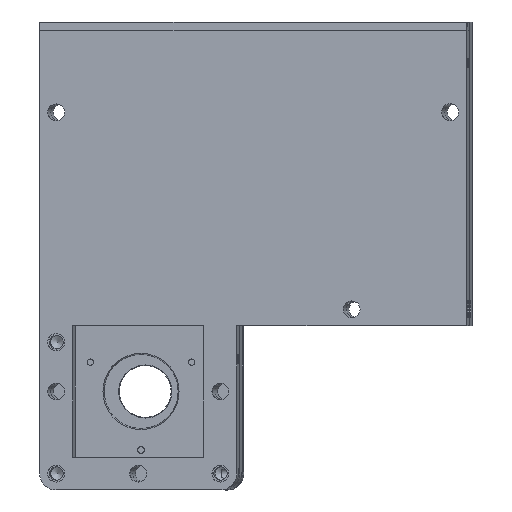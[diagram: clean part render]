
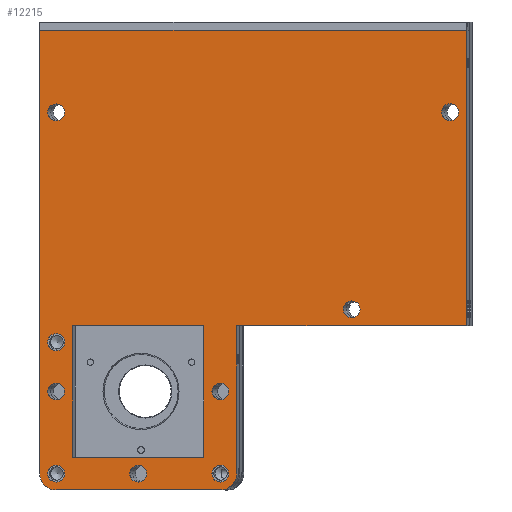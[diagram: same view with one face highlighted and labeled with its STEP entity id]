
A CAD part, front view. The second image highlights one B-rep face of the part: STEP entity #12215.
In plain terms, the highlighted face is planar.
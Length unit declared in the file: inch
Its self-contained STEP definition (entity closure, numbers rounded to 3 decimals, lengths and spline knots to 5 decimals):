
#799=FACE_BOUND('',#2252,.T.);
#800=FACE_BOUND('',#2253,.T.);
#801=FACE_BOUND('',#2254,.T.);
#802=FACE_BOUND('',#2255,.T.);
#803=FACE_BOUND('',#2256,.T.);
#804=FACE_BOUND('',#2257,.T.);
#805=FACE_BOUND('',#2258,.T.);
#806=FACE_BOUND('',#2259,.T.);
#807=FACE_BOUND('',#2260,.T.);
#808=FACE_BOUND('',#2261,.T.);
#990=PLANE('',#13498);
#1406=FACE_OUTER_BOUND('',#2251,.T.);
#2251=EDGE_LOOP('',(#9497,#9498,#9499,#9500,#9501,#9502,#9503,#9504));
#2252=EDGE_LOOP('',(#9505));
#2253=EDGE_LOOP('',(#9506,#9507,#9508,#9509));
#2254=EDGE_LOOP('',(#9510));
#2255=EDGE_LOOP('',(#9511));
#2256=EDGE_LOOP('',(#9512));
#2257=EDGE_LOOP('',(#9513));
#2258=EDGE_LOOP('',(#9514));
#2259=EDGE_LOOP('',(#9515));
#2260=EDGE_LOOP('',(#9516));
#2261=EDGE_LOOP('',(#9517));
#3114=LINE('',#20132,#4060);
#3120=LINE('',#20149,#4066);
#3123=LINE('',#20155,#4069);
#3124=LINE('',#20159,#4070);
#3125=LINE('',#20160,#4071);
#3126=LINE('',#20161,#4072);
#3127=LINE('',#20164,#4073);
#3128=LINE('',#20166,#4074);
#3129=LINE('',#20168,#4075);
#3130=LINE('',#20169,#4076);
#4060=VECTOR('',#15634,0.3937);
#4066=VECTOR('',#15648,0.3937);
#4069=VECTOR('',#15653,0.3937);
#4070=VECTOR('',#15656,0.3937);
#4071=VECTOR('',#15657,0.3937);
#4072=VECTOR('',#15658,0.3937);
#4073=VECTOR('',#15659,0.3937);
#4074=VECTOR('',#15660,0.3937);
#4075=VECTOR('',#15661,0.3937);
#4076=VECTOR('',#15662,0.3937);
#4929=CIRCLE('',#13492,0.0645);
#4931=CIRCLE('',#13496,0.125);
#4932=CIRCLE('',#13499,0.125);
#4933=CIRCLE('',#13500,0.06425);
#4934=CIRCLE('',#13501,0.06425);
#4935=CIRCLE('',#13502,0.06425);
#4936=CIRCLE('',#13503,0.06425);
#4937=CIRCLE('',#13504,0.06425);
#4938=CIRCLE('',#13505,0.06425);
#4939=CIRCLE('',#13506,0.06425);
#4940=CIRCLE('',#13507,0.06425);
#5681=VERTEX_POINT('',#20126);
#5682=VERTEX_POINT('',#20130);
#5683=VERTEX_POINT('',#20131);
#5688=VERTEX_POINT('',#20142);
#5689=VERTEX_POINT('',#20144);
#5690=VERTEX_POINT('',#20148);
#5692=VERTEX_POINT('',#20154);
#5693=VERTEX_POINT('',#20156);
#5694=VERTEX_POINT('',#20158);
#5695=VERTEX_POINT('',#20162);
#5696=VERTEX_POINT('',#20163);
#5697=VERTEX_POINT('',#20165);
#5698=VERTEX_POINT('',#20167);
#5699=VERTEX_POINT('',#20170);
#5700=VERTEX_POINT('',#20172);
#5701=VERTEX_POINT('',#20174);
#5702=VERTEX_POINT('',#20176);
#5703=VERTEX_POINT('',#20178);
#5704=VERTEX_POINT('',#20180);
#5705=VERTEX_POINT('',#20182);
#5706=VERTEX_POINT('',#20184);
#7065=EDGE_CURVE('',#5681,#5681,#4929,.T.);
#7066=EDGE_CURVE('',#5682,#5683,#3114,.T.);
#7072=EDGE_CURVE('',#5688,#5689,#4931,.T.);
#7074=EDGE_CURVE('',#5690,#5689,#3120,.T.);
#7077=EDGE_CURVE('',#5688,#5692,#3123,.T.);
#7078=EDGE_CURVE('',#5693,#5692,#4932,.T.);
#7079=EDGE_CURVE('',#5693,#5694,#3124,.T.);
#7080=EDGE_CURVE('',#5694,#5683,#3125,.T.);
#7081=EDGE_CURVE('',#5690,#5682,#3126,.T.);
#7082=EDGE_CURVE('',#5695,#5696,#3127,.T.);
#7083=EDGE_CURVE('',#5696,#5697,#3128,.T.);
#7084=EDGE_CURVE('',#5697,#5698,#3129,.T.);
#7085=EDGE_CURVE('',#5698,#5695,#3130,.T.);
#7086=EDGE_CURVE('',#5699,#5699,#4933,.T.);
#7087=EDGE_CURVE('',#5700,#5700,#4934,.T.);
#7088=EDGE_CURVE('',#5701,#5701,#4935,.T.);
#7089=EDGE_CURVE('',#5702,#5702,#4936,.T.);
#7090=EDGE_CURVE('',#5703,#5703,#4937,.T.);
#7091=EDGE_CURVE('',#5704,#5704,#4938,.T.);
#7092=EDGE_CURVE('',#5705,#5705,#4939,.T.);
#7093=EDGE_CURVE('',#5706,#5706,#4940,.T.);
#9497=ORIENTED_EDGE('',*,*,#7072,.F.);
#9498=ORIENTED_EDGE('',*,*,#7077,.T.);
#9499=ORIENTED_EDGE('',*,*,#7078,.F.);
#9500=ORIENTED_EDGE('',*,*,#7079,.T.);
#9501=ORIENTED_EDGE('',*,*,#7080,.T.);
#9502=ORIENTED_EDGE('',*,*,#7066,.F.);
#9503=ORIENTED_EDGE('',*,*,#7081,.F.);
#9504=ORIENTED_EDGE('',*,*,#7074,.T.);
#9505=ORIENTED_EDGE('',*,*,#7065,.T.);
#9506=ORIENTED_EDGE('',*,*,#7082,.T.);
#9507=ORIENTED_EDGE('',*,*,#7083,.T.);
#9508=ORIENTED_EDGE('',*,*,#7084,.T.);
#9509=ORIENTED_EDGE('',*,*,#7085,.T.);
#9510=ORIENTED_EDGE('',*,*,#7086,.T.);
#9511=ORIENTED_EDGE('',*,*,#7087,.T.);
#9512=ORIENTED_EDGE('',*,*,#7088,.T.);
#9513=ORIENTED_EDGE('',*,*,#7089,.T.);
#9514=ORIENTED_EDGE('',*,*,#7090,.T.);
#9515=ORIENTED_EDGE('',*,*,#7091,.T.);
#9516=ORIENTED_EDGE('',*,*,#7092,.T.);
#9517=ORIENTED_EDGE('',*,*,#7093,.T.);
#12215=ADVANCED_FACE('',(#1406,#799,#800,#801,#802,#803,#804,#805,#806,
#807,#808),#990,.T.);
#13492=AXIS2_PLACEMENT_3D('',#20128,#15630,#15631);
#13496=AXIS2_PLACEMENT_3D('',#20145,#15643,#15644);
#13498=AXIS2_PLACEMENT_3D('',#20153,#15651,#15652);
#13499=AXIS2_PLACEMENT_3D('',#20157,#15654,#15655);
#13500=AXIS2_PLACEMENT_3D('',#20171,#15663,#15664);
#13501=AXIS2_PLACEMENT_3D('',#20173,#15665,#15666);
#13502=AXIS2_PLACEMENT_3D('',#20175,#15667,#15668);
#13503=AXIS2_PLACEMENT_3D('',#20177,#15669,#15670);
#13504=AXIS2_PLACEMENT_3D('',#20179,#15671,#15672);
#13505=AXIS2_PLACEMENT_3D('',#20181,#15673,#15674);
#13506=AXIS2_PLACEMENT_3D('',#20183,#15675,#15676);
#13507=AXIS2_PLACEMENT_3D('',#20185,#15677,#15678);
#15630=DIRECTION('center_axis',(0.,1.,0.));
#15631=DIRECTION('ref_axis',(1.,0.,0.));
#15634=DIRECTION('',(0.,0.,-1.));
#15643=DIRECTION('center_axis',(0.,1.,0.));
#15644=DIRECTION('ref_axis',(-0.707,0.,-0.707));
#15648=DIRECTION('',(0.,0.,-1.));
#15651=DIRECTION('center_axis',(0.,-1.,0.));
#15652=DIRECTION('ref_axis',(0.,0.,-1.));
#15653=DIRECTION('',(1.,0.,0.));
#15654=DIRECTION('center_axis',(0.,1.,0.));
#15655=DIRECTION('ref_axis',(0.707,0.,-0.707));
#15656=DIRECTION('',(0.,0.,1.));
#15657=DIRECTION('',(1.,0.,0.));
#15658=DIRECTION('',(1.,0.,0.));
#15659=DIRECTION('',(0.,0.,-1.));
#15660=DIRECTION('',(-1.,0.,0.));
#15661=DIRECTION('',(0.,0.,1.));
#15662=DIRECTION('',(1.,0.,0.));
#15663=DIRECTION('center_axis',(0.,1.,0.));
#15664=DIRECTION('ref_axis',(-1.,0.,0.));
#15665=DIRECTION('center_axis',(0.,1.,0.));
#15666=DIRECTION('ref_axis',(-1.,0.,0.));
#15667=DIRECTION('center_axis',(0.,1.,0.));
#15668=DIRECTION('ref_axis',(-1.,0.,0.));
#15669=DIRECTION('center_axis',(0.,1.,0.));
#15670=DIRECTION('ref_axis',(-1.,0.,0.));
#15671=DIRECTION('center_axis',(0.,1.,0.));
#15672=DIRECTION('ref_axis',(-1.,0.,0.));
#15673=DIRECTION('center_axis',(0.,1.,0.));
#15674=DIRECTION('ref_axis',(-1.,0.,0.));
#15675=DIRECTION('center_axis',(0.,1.,0.));
#15676=DIRECTION('ref_axis',(-1.,0.,0.));
#15677=DIRECTION('center_axis',(0.,1.,0.));
#15678=DIRECTION('ref_axis',(-1.,0.,0.));
#20126=CARTESIAN_POINT('',(2.2583,-0.0025,1.62642));
#20128=CARTESIAN_POINT('Origin',(2.3228,-0.0025,1.62642));
#20130=CARTESIAN_POINT('',(2.4478,-0.0025,2.25142));
#20131=CARTESIAN_POINT('',(2.4478,-0.0025,0.00142));
#20132=CARTESIAN_POINT('',(2.4478,-0.0025,0.56392));
#20142=CARTESIAN_POINT('',(-0.6772,-0.0025,-1.24858));
#20144=CARTESIAN_POINT('',(-0.8022,-0.0025,-1.12358));
#20145=CARTESIAN_POINT('Origin',(-0.6772,-0.0025,-1.12358));
#20148=CARTESIAN_POINT('',(-0.8022,-0.0025,2.25142));
#20149=CARTESIAN_POINT('',(-0.8022,-0.0025,2.25142));
#20153=CARTESIAN_POINT('Origin',(0.72905,-0.0025,0.50142));
#20154=CARTESIAN_POINT('',(0.5728,-0.0025,-1.24858));
#20155=CARTESIAN_POINT('',(-0.8022,-0.0025,-1.24858));
#20156=CARTESIAN_POINT('',(0.6978,-0.0025,-1.12358));
#20157=CARTESIAN_POINT('Origin',(0.5728,-0.0025,-1.12358));
#20158=CARTESIAN_POINT('',(0.6978,-0.0025,0.00142));
#20159=CARTESIAN_POINT('',(0.6978,-0.0025,-1.24858));
#20160=CARTESIAN_POINT('',(0.6978,-0.0025,0.00142));
#20161=CARTESIAN_POINT('',(2.40093,-0.0025,2.25142));
#20162=CARTESIAN_POINT('',(0.4478,-0.0025,0.00142));
#20163=CARTESIAN_POINT('',(0.4478,-0.0025,-0.99858));
#20164=CARTESIAN_POINT('',(0.4478,-0.0025,0.00142));
#20165=CARTESIAN_POINT('',(-0.5522,-0.0025,-0.99858));
#20166=CARTESIAN_POINT('',(0.4478,-0.0025,-0.99858));
#20167=CARTESIAN_POINT('',(-0.5522,-0.0025,0.00142));
#20168=CARTESIAN_POINT('',(-0.5522,-0.0025,-0.99858));
#20169=CARTESIAN_POINT('',(-0.5522,-0.0025,0.00142));
#20170=CARTESIAN_POINT('',(-0.74145,-0.0025,-1.12358));
#20171=CARTESIAN_POINT('Origin',(-0.6772,-0.0025,-1.12358));
#20172=CARTESIAN_POINT('',(0.50855,-0.0025,-0.49858));
#20173=CARTESIAN_POINT('Origin',(0.5728,-0.0025,-0.49858));
#20174=CARTESIAN_POINT('',(0.50855,-0.0025,-1.12358));
#20175=CARTESIAN_POINT('Origin',(0.5728,-0.0025,-1.12358));
#20176=CARTESIAN_POINT('',(1.50855,-0.0025,0.12642));
#20177=CARTESIAN_POINT('Origin',(1.5728,-0.0025,0.12642));
#20178=CARTESIAN_POINT('',(-0.74145,-0.0025,1.62642));
#20179=CARTESIAN_POINT('Origin',(-0.6772,-0.0025,1.62642));
#20180=CARTESIAN_POINT('',(-0.74145,-0.0025,-0.12358));
#20181=CARTESIAN_POINT('Origin',(-0.6772,-0.0025,-0.12358));
#20182=CARTESIAN_POINT('',(-0.74145,-0.0025,-0.49858));
#20183=CARTESIAN_POINT('Origin',(-0.6772,-0.0025,-0.49858));
#20184=CARTESIAN_POINT('',(-0.11645,-0.0025,-1.12358));
#20185=CARTESIAN_POINT('Origin',(-0.0522,-0.0025,-1.12358));
